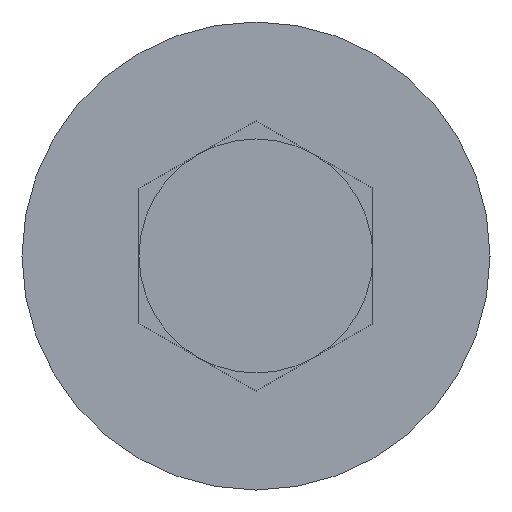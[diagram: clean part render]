
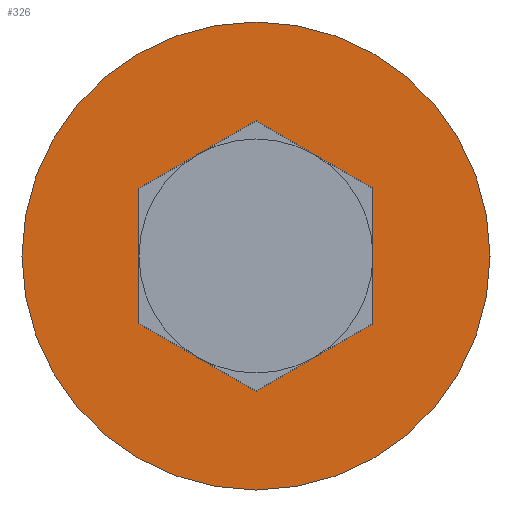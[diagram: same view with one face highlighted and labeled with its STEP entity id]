
A CAD part, left-side view. The second image highlights one B-rep face of the part: STEP entity #326.
In plain terms, the highlighted planar face has unit normal (-1, 0, 0).
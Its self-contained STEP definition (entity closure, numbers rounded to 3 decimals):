
#65=CARTESIAN_POINT('',(0.,0.,0.));
#66=DIRECTION('',(-1.,0.,0.));
#67=DIRECTION('',(0.,1.,0.));
#68=AXIS2_PLACEMENT_3D('',#65,#66,#67);
#70=CARTESIAN_POINT('',(0.,0.,0.));
#71=DIRECTION('',(1.,0.,0.));
#72=DIRECTION('',(0.,1.,0.));
#73=AXIS2_PLACEMENT_3D('',#70,#71,#72);
#75=DIRECTION('',(0.,0.,1.));
#76=VECTOR('',#75,2.887);
#77=CARTESIAN_POINT('',(0.,-2.5,-1.443));
#78=LINE('',#77,#76);
#79=DIRECTION('',(0.,0.866,0.5));
#80=VECTOR('',#79,2.887);
#81=CARTESIAN_POINT('',(0.,-2.5,1.443));
#82=LINE('',#81,#80);
#83=DIRECTION('',(0.,0.866,-0.5));
#84=VECTOR('',#83,2.887);
#85=CARTESIAN_POINT('',(0.,0.,2.887));
#86=LINE('',#85,#84);
#87=DIRECTION('',(0.,0.,-1.));
#88=VECTOR('',#87,2.887);
#89=CARTESIAN_POINT('',(0.,2.5,1.443));
#90=LINE('',#89,#88);
#91=DIRECTION('',(0.,-0.866,-0.5));
#92=VECTOR('',#91,2.887);
#93=CARTESIAN_POINT('',(0.,2.5,-1.443));
#94=LINE('',#93,#92);
#95=DIRECTION('',(0.,-0.866,0.5));
#96=VECTOR('',#95,2.887);
#97=CARTESIAN_POINT('',(0.,0.,-2.887));
#98=LINE('',#97,#96);
#148=CARTESIAN_POINT('',(0.,5.,0.));
#150=VERTEX_POINT('',#148);
#152=CARTESIAN_POINT('',(0.,-5.,0.));
#154=VERTEX_POINT('',#152);
#171=CARTESIAN_POINT('',(0.,-2.5,-1.443));
#172=CARTESIAN_POINT('',(0.,-2.5,1.443));
#173=VERTEX_POINT('',#171);
#174=VERTEX_POINT('',#172);
#175=CARTESIAN_POINT('',(0.,0.,2.887));
#176=VERTEX_POINT('',#175);
#177=CARTESIAN_POINT('',(0.,2.5,1.443));
#178=VERTEX_POINT('',#177);
#179=CARTESIAN_POINT('',(0.,2.5,-1.443));
#180=VERTEX_POINT('',#179);
#181=CARTESIAN_POINT('',(0.,0.,-2.887));
#182=VERTEX_POINT('',#181);
#303=CARTESIAN_POINT('',(0.,0.,0.));
#304=DIRECTION('',(1.,0.,0.));
#305=DIRECTION('',(0.,-1.,0.));
#306=AXIS2_PLACEMENT_3D('',#303,#304,#305);
#307=PLANE('',#306);
#308=ORIENTED_EDGE('',*,*,#282,.F.);
#309=ORIENTED_EDGE('',*,*,#298,.T.);
#310=EDGE_LOOP('',(#308,#309));
#311=FACE_OUTER_BOUND('',#310,.F.);
#313=ORIENTED_EDGE('',*,*,#312,.T.);
#315=ORIENTED_EDGE('',*,*,#314,.T.);
#317=ORIENTED_EDGE('',*,*,#316,.T.);
#319=ORIENTED_EDGE('',*,*,#318,.T.);
#321=ORIENTED_EDGE('',*,*,#320,.T.);
#323=ORIENTED_EDGE('',*,*,#322,.T.);
#324=EDGE_LOOP('',(#313,#315,#317,#319,#321,#323));
#325=FACE_BOUND('',#324,.F.);
#326=ADVANCED_FACE('',(#311,#325),#307,.F.);
#69=CIRCLE('',#68,5.);
#74=CIRCLE('',#73,5.);
#282=EDGE_CURVE('',#150,#154,#69,.T.);
#298=EDGE_CURVE('',#150,#154,#74,.T.);
#312=EDGE_CURVE('',#173,#174,#78,.T.);
#314=EDGE_CURVE('',#174,#176,#82,.T.);
#316=EDGE_CURVE('',#176,#178,#86,.T.);
#318=EDGE_CURVE('',#178,#180,#90,.T.);
#320=EDGE_CURVE('',#180,#182,#94,.T.);
#322=EDGE_CURVE('',#182,#173,#98,.T.);
